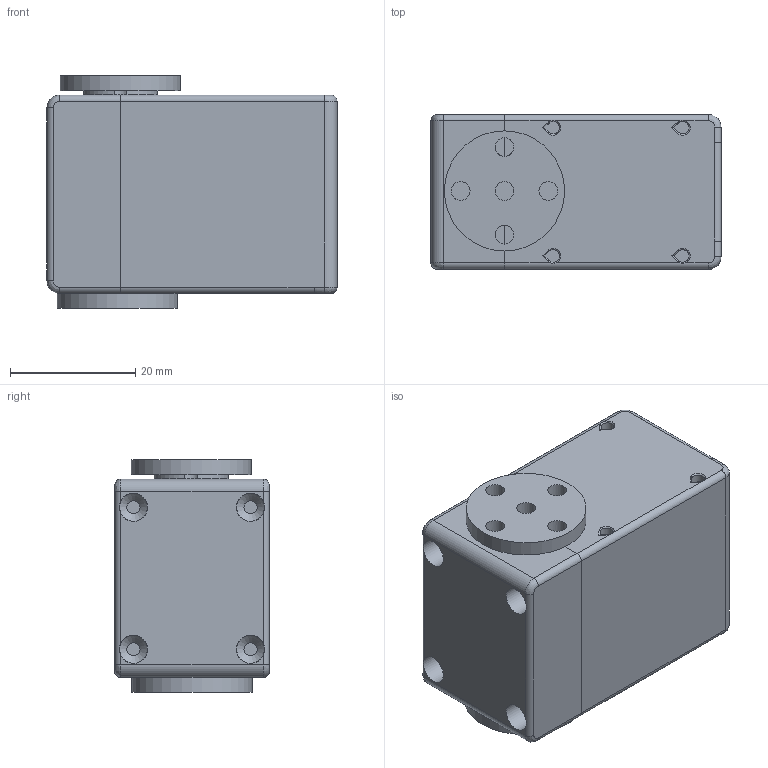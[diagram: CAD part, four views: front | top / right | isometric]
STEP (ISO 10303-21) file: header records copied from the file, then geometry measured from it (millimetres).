
FILE_DESCRIPTION(/* description */ (''),/* implementation_level */ '2;1');
FILE_NAME(/* name */ 'as5600_servo_1.step',/* time_stamp */ '2025-06-10T17:24:44+05:30',/* author */ (''),/* organization */ (''),/* preprocessor_version */ 'ST-DEVELOPER v20.1',/* originating_system */ 'Autodesk Translation Framework v14.10.0.0',/* authorisation */ '');
FILE_SCHEMA (('AUTOMOTIVE_DESIGN { 1 0 10303 214 3 1 1 }'));
Length unit declared in the file: millimetre
Products named in the file (7): as5600_servo_1; AS5600_Base; AS5600_Sensor; AS5600_Shaft_Holder v4; AS5600_Shaft v3; AS5600_Cap v2; cable_retainer
Assembly tree (6 placements, depth 2):
  as5600_servo_1
    AS5600_Base
    AS5600_Sensor
    AS5600_Shaft_Holder v4
    AS5600_Shaft v3
    AS5600_Cap v2
    cable_retainer
Bounding box: 46.36 x 24.72 x 37.23 mm (x, y, z)
Volume: 27370.6 mm3; surface area: 15610.7 mm2
Topology: 6 solids, 6 shells, 355 faces, 883 edges, 549 vertices
Faces by surface type: plane 156, cylinder 146, torus 25, bspline 12, cone 12, sphere 4
Full cylindrical faces by diameter (mm): 1 x7, 2.1 x8, 2.2 x4, 3 x9, 3.05 x4, 4.15 x1, 4.5 x4, 5.2 x1, 8 x1, 19.2 x2
Entity records: 11260 total; most frequent: CARTESIAN_POINT 2301, DIRECTION 1874, ORIENTED_EDGE 1762, EDGE_CURVE 881, AXIS2_PLACEMENT_3D 678, VERTEX_POINT 549, LINE 518, VECTOR 518
